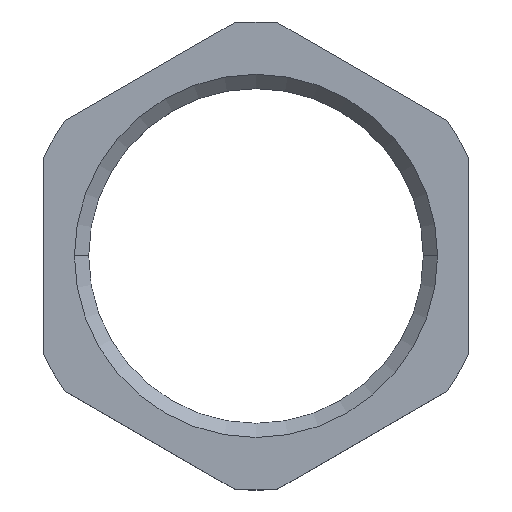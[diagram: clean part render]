
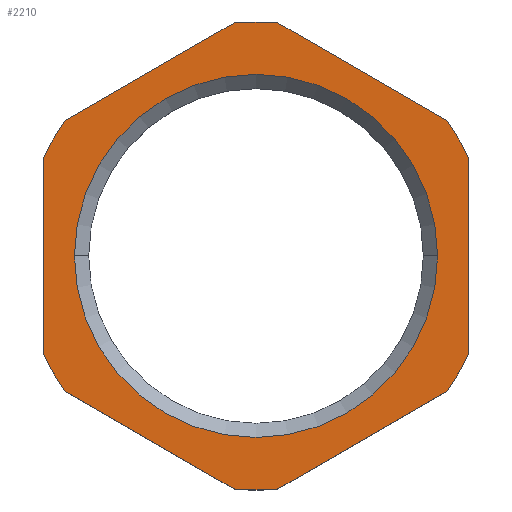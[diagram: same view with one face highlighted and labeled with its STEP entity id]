
A CAD part, top view. The second image highlights one B-rep face of the part: STEP entity #2210.
In plain terms, the highlighted planar face has unit normal (0, 0, 1).
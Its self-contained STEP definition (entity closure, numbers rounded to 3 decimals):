
#120=CARTESIAN_POINT('',(-12.8,0.,6.));
#130=VERTEX_POINT('',#120);
#160=CARTESIAN_POINT('',(0.,0.,6.));
#170=DIRECTION('',(-0.,-0.,-1.));
#180=DIRECTION('',(1.,0.,0.));
#190=AXIS2_PLACEMENT_3D('',#160,#170,#180);
#200=CIRCLE('',#190,12.8);
#210=CARTESIAN_POINT('',(12.8,0.,6.));
#220=VERTEX_POINT('',#210);
#230=EDGE_CURVE('',#130,#220,#200,.T.);
#1070=CARTESIAN_POINT('',(0.,0.,6.));
#1080=DIRECTION('',(0.,0.,1.));
#1090=DIRECTION('',(1.,0.,-0.));
#1100=AXIS2_PLACEMENT_3D('',#1070,#1080,#1090);
#1110=PLANE('',#1100);
#1120=EDGE_CURVE('',#220,#130,#200,.T.);
#1130=ORIENTED_EDGE('',*,*,#1120,.T.);
#1140=ORIENTED_EDGE('',*,*,#230,.T.);
#1150=EDGE_LOOP('',(#1140,#1130));
#1160=FACE_BOUND('',#1150,.T.);
#1170=CARTESIAN_POINT('',(1.547,-16.427,6.));
#1180=DIRECTION('',(0.866,0.5,0.));
#1190=VECTOR('',#1180,1000.);
#1200=LINE('',#1170,#1190);
#1210=CARTESIAN_POINT('',(1.547,-16.427,6.));
#1220=VERTEX_POINT('',#1210);
#1230=CARTESIAN_POINT('',(13.453,-9.553,6.));
#1240=VERTEX_POINT('',#1230);
#1250=EDGE_CURVE('',#1220,#1240,#1200,.T.);
#1260=ORIENTED_EDGE('',*,*,#1250,.T.);
#1270=CARTESIAN_POINT('',(0.,0.,6.));
#1280=DIRECTION('',(0.,0.,1.));
#1290=DIRECTION('',(1.,0.,0.));
#1300=AXIS2_PLACEMENT_3D('',#1270,#1280,#1290);
#1310=CIRCLE('',#1300,16.5);
#1320=CARTESIAN_POINT('',(-1.547,-16.427,6.));
#1330=VERTEX_POINT('',#1320);
#1340=EDGE_CURVE('',#1330,#1220,#1310,.T.);
#1350=ORIENTED_EDGE('',*,*,#1340,.T.);
#1360=CARTESIAN_POINT('',(-13.453,-9.553,6.));
#1370=DIRECTION('',(0.866,-0.5,0.));
#1380=VECTOR('',#1370,1000.);
#1390=LINE('',#1360,#1380);
#1400=CARTESIAN_POINT('',(-13.453,-9.553,6.));
#1410=VERTEX_POINT('',#1400);
#1420=EDGE_CURVE('',#1410,#1330,#1390,.T.);
#1430=ORIENTED_EDGE('',*,*,#1420,.T.);
#1440=CARTESIAN_POINT('',(0.,0.,6.));
#1450=DIRECTION('',(0.,0.,1.));
#1460=DIRECTION('',(1.,0.,0.));
#1470=AXIS2_PLACEMENT_3D('',#1440,#1450,#1460);
#1480=CIRCLE('',#1470,16.5);
#1490=CARTESIAN_POINT('',(-15.,-6.874,6.));
#1500=VERTEX_POINT('',#1490);
#1510=EDGE_CURVE('',#1500,#1410,#1480,.T.);
#1520=ORIENTED_EDGE('',*,*,#1510,.T.);
#1530=CARTESIAN_POINT('',(-15.,6.874,6.));
#1540=DIRECTION('',(0.,-1.,0.));
#1550=VECTOR('',#1540,1000.);
#1560=LINE('',#1530,#1550);
#1570=CARTESIAN_POINT('',(-15.,6.874,6.));
#1580=VERTEX_POINT('',#1570);
#1590=EDGE_CURVE('',#1580,#1500,#1560,.T.);
#1600=ORIENTED_EDGE('',*,*,#1590,.T.);
#1610=CARTESIAN_POINT('',(0.,0.,6.));
#1620=DIRECTION('',(0.,0.,1.));
#1630=DIRECTION('',(1.,0.,0.));
#1640=AXIS2_PLACEMENT_3D('',#1610,#1620,#1630);
#1650=CIRCLE('',#1640,16.5);
#1660=CARTESIAN_POINT('',(-13.453,9.553,6.));
#1670=VERTEX_POINT('',#1660);
#1680=EDGE_CURVE('',#1670,#1580,#1650,.T.);
#1690=ORIENTED_EDGE('',*,*,#1680,.T.);
#1700=CARTESIAN_POINT('',(-1.547,16.427,6.));
#1710=DIRECTION('',(-0.866,-0.5,0.));
#1720=VECTOR('',#1710,1000.);
#1730=LINE('',#1700,#1720);
#1740=CARTESIAN_POINT('',(-1.547,16.427,6.));
#1750=VERTEX_POINT('',#1740);
#1760=EDGE_CURVE('',#1750,#1670,#1730,.T.);
#1770=ORIENTED_EDGE('',*,*,#1760,.T.);
#1780=CARTESIAN_POINT('',(0.,0.,6.));
#1790=DIRECTION('',(0.,0.,1.));
#1800=DIRECTION('',(1.,0.,0.));
#1810=AXIS2_PLACEMENT_3D('',#1780,#1790,#1800);
#1820=CIRCLE('',#1810,16.5);
#1830=CARTESIAN_POINT('',(1.547,16.427,6.));
#1840=VERTEX_POINT('',#1830);
#1850=EDGE_CURVE('',#1840,#1750,#1820,.T.);
#1860=ORIENTED_EDGE('',*,*,#1850,.T.);
#1870=CARTESIAN_POINT('',(13.453,9.553,6.));
#1880=DIRECTION('',(-0.866,0.5,0.));
#1890=VECTOR('',#1880,1000.);
#1900=LINE('',#1870,#1890);
#1910=CARTESIAN_POINT('',(13.453,9.553,6.));
#1920=VERTEX_POINT('',#1910);
#1930=EDGE_CURVE('',#1920,#1840,#1900,.T.);
#1940=ORIENTED_EDGE('',*,*,#1930,.T.);
#1950=CARTESIAN_POINT('',(0.,0.,6.));
#1960=DIRECTION('',(0.,0.,1.));
#1970=DIRECTION('',(1.,0.,0.));
#1980=AXIS2_PLACEMENT_3D('',#1950,#1960,#1970);
#1990=CIRCLE('',#1980,16.5);
#2000=CARTESIAN_POINT('',(15.,6.874,6.));
#2010=VERTEX_POINT('',#2000);
#2020=EDGE_CURVE('',#2010,#1920,#1990,.T.);
#2030=ORIENTED_EDGE('',*,*,#2020,.T.);
#2040=CARTESIAN_POINT('',(15.,-6.874,6.));
#2050=DIRECTION('',(0.,1.,0.));
#2060=VECTOR('',#2050,1000.);
#2070=LINE('',#2040,#2060);
#2080=CARTESIAN_POINT('',(15.,-6.874,6.));
#2090=VERTEX_POINT('',#2080);
#2100=EDGE_CURVE('',#2090,#2010,#2070,.T.);
#2110=ORIENTED_EDGE('',*,*,#2100,.T.);
#2120=CARTESIAN_POINT('',(0.,0.,6.));
#2130=DIRECTION('',(0.,0.,1.));
#2140=DIRECTION('',(1.,0.,0.));
#2150=AXIS2_PLACEMENT_3D('',#2120,#2130,#2140);
#2160=CIRCLE('',#2150,16.5);
#2170=EDGE_CURVE('',#1240,#2090,#2160,.T.);
#2180=ORIENTED_EDGE('',*,*,#2170,.T.);
#2190=EDGE_LOOP('',(#2180,#2110,#2030,#1940,#1860,#1770,#1690,#1600,
#1520,#1430,#1350,#1260));
#2200=FACE_OUTER_BOUND('',#2190,.T.);
#2210=ADVANCED_FACE('',(#1160,#2200),#1110,.T.);
